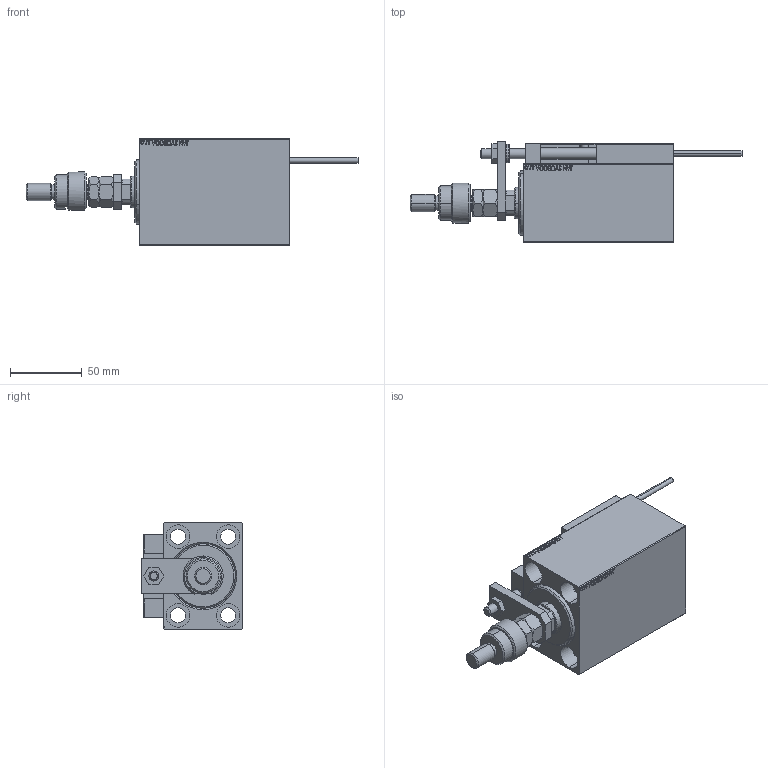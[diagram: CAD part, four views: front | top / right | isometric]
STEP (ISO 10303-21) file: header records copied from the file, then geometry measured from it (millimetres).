
FILE_DESCRIPTION (( 'STEP AP203' ), '1' );
FILE_NAME ('bd13.STEP', '2021-11-01T18:13:59', ( '' ), ( '' ), 'SwSTEP 2.0', 'SolidWorks 2019', '' );
FILE_SCHEMA (( 'CONFIG_CONTROL_DESIGN' ));
Length unit declared in the file: millimetre
Products named in the file (18): Block a89b297f43bb5c2423cea7db0ce8c084; X_Y_DFA a89b297f43bb5c2423cea7db0ce8c084; V450CM_VC_B a89b297f43bb5c2423cea7db0ce8c084; ALLEN BOLT D5 a89b297f43bb5c2423cea7db0ce8c084; SWITCH X a89b297f43bb5c2423cea7db0ce8c084; SWITCH_X_FRONT_BACK a89b297f43bb5c2423cea7db0ce8c084; SWITCH DIM B,W a89b297f43bb5c2423cea7db0ce8c084; bd13; MFA a89b297f43bb5c2423cea7db0ce8c084; NUT_D12 a89b297f43bb5c2423cea7db0ce8c084; TYC_L79 a89b297f43bb5c2423cea7db0ce8c084; MAGNET a89b297f43bb5c2423cea7db0ce8c084; V450CM_C a89b297f43bb5c2423cea7db0ce8c084; V450CM_C_VCP a89b297f43bb5c2423cea7db0ce8c084; ZARAZKA a89b297f43bb5c2423cea7db0ce8c084; KONCOVKA a89b297f43bb5c2423cea7db0ce8c084; ALLEN BOLT D8 a89b297f43bb5c2423cea7db0ce8c084; FEMALE_PART_FOR_DFA a89b297f43bb5c2423cea7db0ce8c084
Assembly tree (27 placements, depth 3):
  bd13
    V450CM_C a89b297f43bb5c2423cea7db0ce8c084
    SWITCH X a89b297f43bb5c2423cea7db0ce8c084
      SWITCH_X_FRONT_BACK a89b297f43bb5c2423cea7db0ce8c084  x2
      TYC_L79 a89b297f43bb5c2423cea7db0ce8c084
      Block a89b297f43bb5c2423cea7db0ce8c084  x2
      ALLEN BOLT D5 a89b297f43bb5c2423cea7db0ce8c084  x4
      ALLEN BOLT D8 a89b297f43bb5c2423cea7db0ce8c084  x4
      MAGNET a89b297f43bb5c2423cea7db0ce8c084  x2
      KONCOVKA a89b297f43bb5c2423cea7db0ce8c084  x2
    NUT_D12 a89b297f43bb5c2423cea7db0ce8c084
    SWITCH DIM B,W a89b297f43bb5c2423cea7db0ce8c084
    ZARAZKA a89b297f43bb5c2423cea7db0ce8c084
    V450CM_C_VCP a89b297f43bb5c2423cea7db0ce8c084
    V450CM_VC_B a89b297f43bb5c2423cea7db0ce8c084
    X_Y_DFA a89b297f43bb5c2423cea7db0ce8c084
      FEMALE_PART_FOR_DFA a89b297f43bb5c2423cea7db0ce8c084
      MFA a89b297f43bb5c2423cea7db0ce8c084
Bounding box: 232 x 70.5 x 75 mm (x, y, z)
Volume: 433257.8 mm3; surface area: 112708.9 mm2
Topology: 25 solids, 25 shells, 1363 faces, 3246 edges, 2063 vertices
Faces by surface type: plane 588, bspline 380, cylinder 197, cone 146, torus 48, sphere 4
Entity records: 52920 total; most frequent: CARTESIAN_POINT 26611, ORIENTED_EDGE 5512, DIRECTION 3830, EDGE_CURVE 2756, VERTEX_POINT 1787, LINE 1538, VECTOR 1538, EDGE_LOOP 1275
